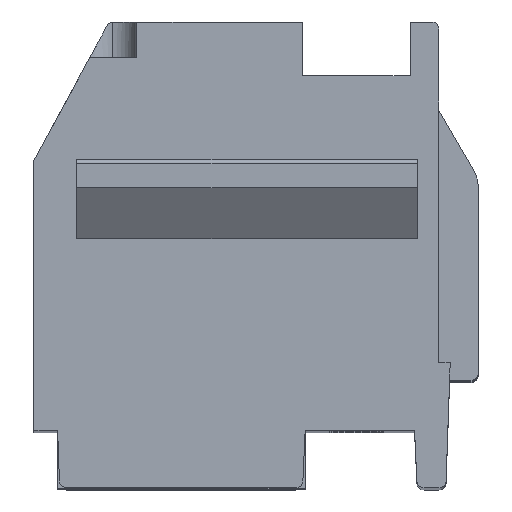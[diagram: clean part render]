
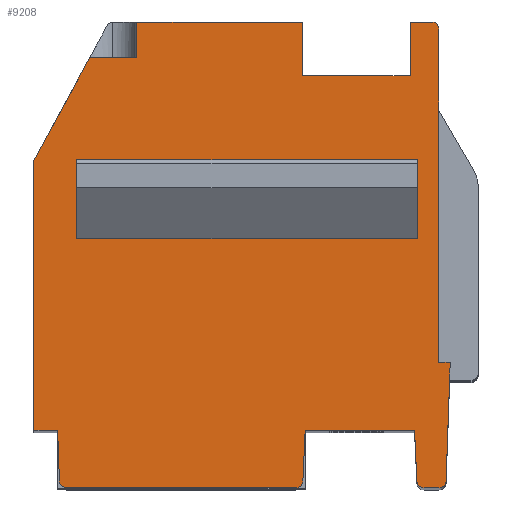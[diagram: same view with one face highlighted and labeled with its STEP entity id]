
A CAD part, top view. The second image highlights one B-rep face of the part: STEP entity #9208.
In plain terms, the highlighted planar face has unit normal (0, 0, 1).
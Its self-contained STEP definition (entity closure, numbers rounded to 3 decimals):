
#34=DIRECTION('',(0.,1.,0.));
#35=VECTOR('',#34,1.55);
#36=CARTESIAN_POINT('',(-5.188,0.15,32.5));
#37=LINE('',#36,#35);
#38=DIRECTION('',(-1.,0.,0.));
#39=VECTOR('',#38,9.5);
#40=CARTESIAN_POINT('',(4.312,0.15,32.5));
#41=LINE('',#40,#39);
#42=DIRECTION('',(0.,1.,0.));
#43=VECTOR('',#42,1.55);
#44=CARTESIAN_POINT('',(4.312,0.15,32.5));
#45=LINE('',#44,#43);
#46=DIRECTION('',(-1.,0.,0.));
#47=VECTOR('',#46,9.5);
#48=CARTESIAN_POINT('',(4.312,1.7,32.5));
#49=LINE('',#48,#47);
#50=DIRECTION('',(0.,-1.,0.));
#51=VECTOR('',#50,7.041);
#52=CARTESIAN_POINT('',(4.912,3.741,32.5));
#53=LINE('',#52,#51);
#54=DIRECTION('',(1.,0.,0.));
#55=VECTOR('',#54,0.32);
#56=CARTESIAN_POINT('',(4.912,-3.3,32.5));
#57=LINE('',#56,#55);
#58=DIRECTION('',(-0.035,-0.999,0.));
#59=VECTOR('',#58,0.502);
#60=CARTESIAN_POINT('',(5.232,-3.3,32.5));
#61=LINE('',#60,#59);
#62=DIRECTION('',(0.035,0.999,0.));
#63=VECTOR('',#62,2.807);
#64=CARTESIAN_POINT('',(5.116,-6.607,32.5));
#65=LINE('',#64,#63);
#66=CARTESIAN_POINT('',(4.916,-6.6,32.5));
#67=DIRECTION('',(0.,0.,-1.));
#68=DIRECTION('',(0.999,-0.035,0.));
#69=AXIS2_PLACEMENT_3D('',#66,#67,#68);
#71=DIRECTION('',(-1.,0.,0.));
#72=VECTOR('',#71,0.416);
#73=CARTESIAN_POINT('',(4.916,-6.8,32.5));
#74=LINE('',#73,#72);
#75=CARTESIAN_POINT('',(4.501,-6.6,32.5));
#76=DIRECTION('',(0.,0.,-1.));
#77=DIRECTION('',(0.,-1.,0.));
#78=AXIS2_PLACEMENT_3D('',#75,#76,#77);
#80=DIRECTION('',(-0.045,0.999,0.));
#81=VECTOR('',#80,1.411);
#82=CARTESIAN_POINT('',(4.301,-6.609,32.5));
#83=LINE('',#82,#81);
#84=DIRECTION('',(-1.,0.,0.));
#85=VECTOR('',#84,3.052);
#86=CARTESIAN_POINT('',(4.237,-5.2,32.5));
#87=LINE('',#86,#85);
#88=DIRECTION('',(0.045,0.999,0.));
#89=VECTOR('',#88,1.411);
#90=CARTESIAN_POINT('',(1.12,-6.609,32.5));
#91=LINE('',#90,#89);
#92=CARTESIAN_POINT('',(0.92,-6.6,32.5));
#93=DIRECTION('',(0.,0.,1.));
#94=DIRECTION('',(0.,-1.,0.));
#95=AXIS2_PLACEMENT_3D('',#92,#93,#94);
#97=DIRECTION('',(1.,0.,0.));
#98=VECTOR('',#97,6.396);
#99=CARTESIAN_POINT('',(-5.475,-6.8,32.5));
#100=LINE('',#99,#98);
#101=CARTESIAN_POINT('',(-5.475,-6.6,32.5));
#102=DIRECTION('',(0.,0.,1.));
#103=DIRECTION('',(-0.999,-0.035,0.));
#104=AXIS2_PLACEMENT_3D('',#101,#102,#103);
#106=DIRECTION('',(0.035,-0.999,0.));
#107=VECTOR('',#106,1.408);
#108=CARTESIAN_POINT('',(-5.724,-5.2,32.5));
#109=LINE('',#108,#107);
#110=DIRECTION('',(1.,0.,0.));
#111=VECTOR('',#110,0.664);
#112=CARTESIAN_POINT('',(-6.388,-5.2,32.5));
#113=LINE('',#112,#111);
#114=DIRECTION('',(0.,1.,0.));
#115=VECTOR('',#114,7.53);
#116=CARTESIAN_POINT('',(-6.388,-5.2,32.5));
#117=LINE('',#116,#115);
#118=DIRECTION('',(-0.477,-0.879,0.));
#119=VECTOR('',#118,3.266);
#120=CARTESIAN_POINT('',(-4.83,5.2,32.5));
#121=LINE('',#120,#119);
#122=DIRECTION('',(1.,0.,0.));
#123=VECTOR('',#122,1.316);
#124=CARTESIAN_POINT('',(-4.83,5.2,32.5));
#125=LINE('',#124,#123);
#126=DIRECTION('',(0.,1.,0.));
#127=VECTOR('',#126,1.);
#128=CARTESIAN_POINT('',(-3.514,5.2,32.5));
#129=LINE('',#128,#127);
#130=DIRECTION('',(-1.,0.,0.));
#131=VECTOR('',#130,4.626);
#132=CARTESIAN_POINT('',(1.112,6.2,32.5));
#133=LINE('',#132,#131);
#134=DIRECTION('',(0.,-1.,0.));
#135=VECTOR('',#134,1.5);
#136=CARTESIAN_POINT('',(1.112,6.2,32.5));
#137=LINE('',#136,#135);
#138=DIRECTION('',(1.,0.,0.));
#139=VECTOR('',#138,3.);
#140=CARTESIAN_POINT('',(1.112,4.7,32.5));
#141=LINE('',#140,#139);
#142=DIRECTION('',(0.,-1.,0.));
#143=VECTOR('',#142,1.5);
#144=CARTESIAN_POINT('',(4.112,6.2,32.5));
#145=LINE('',#144,#143);
#146=DIRECTION('',(-1.,0.,0.));
#147=VECTOR('',#146,0.6);
#148=CARTESIAN_POINT('',(4.712,6.2,32.5));
#149=LINE('',#148,#147);
#150=CARTESIAN_POINT('',(4.712,6.,32.5));
#151=DIRECTION('',(0.,0.,1.));
#152=DIRECTION('',(1.,0.,0.));
#153=AXIS2_PLACEMENT_3D('',#150,#151,#152);
#155=DIRECTION('',(0.,1.,0.));
#156=VECTOR('',#155,2.259);
#157=CARTESIAN_POINT('',(4.912,3.741,32.5));
#158=LINE('',#157,#156);
#7147=CARTESIAN_POINT('',(4.916,-6.8,32.5));
#7148=CARTESIAN_POINT('',(4.501,-6.8,32.5));
#7149=VERTEX_POINT('',#7147);
#7150=VERTEX_POINT('',#7148);
#7151=CARTESIAN_POINT('',(5.116,-6.607,32.5));
#7152=VERTEX_POINT('',#7151);
#7153=CARTESIAN_POINT('',(-6.388,-5.2,32.5));
#7154=CARTESIAN_POINT('',(-6.388,2.33,32.5));
#7155=VERTEX_POINT('',#7153);
#7156=VERTEX_POINT('',#7154);
#7157=CARTESIAN_POINT('',(4.301,-6.609,32.5));
#7158=CARTESIAN_POINT('',(4.237,-5.2,32.5));
#7159=VERTEX_POINT('',#7157);
#7160=VERTEX_POINT('',#7158);
#7194=CARTESIAN_POINT('',(-4.83,5.2,32.5));
#7195=CARTESIAN_POINT('',(-3.514,5.2,32.5));
#7196=VERTEX_POINT('',#7194);
#7197=VERTEX_POINT('',#7195);
#7198=CARTESIAN_POINT('',(-3.514,6.2,32.5));
#7199=VERTEX_POINT('',#7198);
#7245=CARTESIAN_POINT('',(-5.188,0.15,32.5));
#7246=CARTESIAN_POINT('',(-5.188,1.7,32.5));
#7247=VERTEX_POINT('',#7245);
#7248=VERTEX_POINT('',#7246);
#7249=CARTESIAN_POINT('',(4.312,0.15,32.5));
#7250=CARTESIAN_POINT('',(4.312,1.7,32.5));
#7251=VERTEX_POINT('',#7249);
#7252=VERTEX_POINT('',#7250);
#7305=CARTESIAN_POINT('',(4.912,6.,32.5));
#7306=CARTESIAN_POINT('',(4.712,6.2,32.5));
#7307=VERTEX_POINT('',#7305);
#7308=VERTEX_POINT('',#7306);
#7456=CARTESIAN_POINT('',(4.112,6.2,32.5));
#7457=CARTESIAN_POINT('',(4.112,4.7,32.5));
#7458=VERTEX_POINT('',#7456);
#7459=VERTEX_POINT('',#7457);
#7460=CARTESIAN_POINT('',(1.112,6.2,32.5));
#7461=CARTESIAN_POINT('',(1.112,4.7,32.5));
#7462=VERTEX_POINT('',#7460);
#7463=VERTEX_POINT('',#7461);
#7534=CARTESIAN_POINT('',(-5.675,-6.607,32.5));
#7535=CARTESIAN_POINT('',(-5.475,-6.8,32.5));
#7536=VERTEX_POINT('',#7534);
#7537=VERTEX_POINT('',#7535);
#7538=CARTESIAN_POINT('',(0.92,-6.8,32.5));
#7539=VERTEX_POINT('',#7538);
#7540=CARTESIAN_POINT('',(1.12,-6.609,32.5));
#7541=VERTEX_POINT('',#7540);
#7550=CARTESIAN_POINT('',(1.184,-5.2,32.5));
#7552=VERTEX_POINT('',#7550);
#7556=CARTESIAN_POINT('',(-5.724,-5.2,32.5));
#7557=VERTEX_POINT('',#7556);
#9083=CARTESIAN_POINT('',(4.912,3.741,32.5));
#9084=CARTESIAN_POINT('',(4.912,-3.3,32.5));
#9085=VERTEX_POINT('',#9083);
#9086=VERTEX_POINT('',#9084);
#9087=CARTESIAN_POINT('',(5.232,-3.3,32.5));
#9088=VERTEX_POINT('',#9087);
#9089=CARTESIAN_POINT('',(5.214,-3.802,32.5));
#9090=VERTEX_POINT('',#9089);
#9139=CARTESIAN_POINT('',(0.,0.,32.5));
#9140=DIRECTION('',(0.,0.,1.));
#9141=DIRECTION('',(1.,0.,0.));
#9142=AXIS2_PLACEMENT_3D('',#9139,#9140,#9141);
#9143=PLANE('',#9142);
#9145=ORIENTED_EDGE('',*,*,#9144,.T.);
#9147=ORIENTED_EDGE('',*,*,#9146,.T.);
#9149=ORIENTED_EDGE('',*,*,#9148,.T.);
#9151=ORIENTED_EDGE('',*,*,#9150,.F.);
#9153=ORIENTED_EDGE('',*,*,#9152,.T.);
#9155=ORIENTED_EDGE('',*,*,#9154,.T.);
#9157=ORIENTED_EDGE('',*,*,#9156,.T.);
#9159=ORIENTED_EDGE('',*,*,#9158,.T.);
#9161=ORIENTED_EDGE('',*,*,#9160,.T.);
#9163=ORIENTED_EDGE('',*,*,#9162,.F.);
#9165=ORIENTED_EDGE('',*,*,#9164,.F.);
#9167=ORIENTED_EDGE('',*,*,#9166,.F.);
#9169=ORIENTED_EDGE('',*,*,#9168,.F.);
#9171=ORIENTED_EDGE('',*,*,#9170,.F.);
#9173=ORIENTED_EDGE('',*,*,#9172,.F.);
#9175=ORIENTED_EDGE('',*,*,#9174,.T.);
#9177=ORIENTED_EDGE('',*,*,#9176,.F.);
#9179=ORIENTED_EDGE('',*,*,#9178,.T.);
#9181=ORIENTED_EDGE('',*,*,#9180,.T.);
#9183=ORIENTED_EDGE('',*,*,#9182,.F.);
#9185=ORIENTED_EDGE('',*,*,#9184,.T.);
#9187=ORIENTED_EDGE('',*,*,#9186,.T.);
#9189=ORIENTED_EDGE('',*,*,#9188,.F.);
#9191=ORIENTED_EDGE('',*,*,#9190,.F.);
#9193=ORIENTED_EDGE('',*,*,#9192,.F.);
#9195=ORIENTED_EDGE('',*,*,#9194,.F.);
#9196=EDGE_LOOP('',(#9145,#9147,#9149,#9151,#9153,#9155,#9157,#9159,#9161,#9163,
#9165,#9167,#9169,#9171,#9173,#9175,#9177,#9179,#9181,#9183,#9185,#9187,#9189,
#9191,#9193,#9195));
#9197=FACE_OUTER_BOUND('',#9196,.F.);
#9199=ORIENTED_EDGE('',*,*,#9198,.F.);
#9201=ORIENTED_EDGE('',*,*,#9200,.F.);
#9203=ORIENTED_EDGE('',*,*,#9202,.T.);
#9205=ORIENTED_EDGE('',*,*,#9204,.T.);
#9206=EDGE_LOOP('',(#9199,#9201,#9203,#9205));
#9207=FACE_BOUND('',#9206,.F.);
#70=CIRCLE('',#69,0.2);
#79=CIRCLE('',#78,0.2);
#96=CIRCLE('',#95,0.2);
#105=CIRCLE('',#104,0.2);
#154=CIRCLE('',#153,0.2);
#9144=EDGE_CURVE('',#9085,#9086,#53,.T.);
#9146=EDGE_CURVE('',#9086,#9088,#57,.T.);
#9148=EDGE_CURVE('',#9088,#9090,#61,.T.);
#9150=EDGE_CURVE('',#7152,#9090,#65,.T.);
#9152=EDGE_CURVE('',#7152,#7149,#70,.T.);
#9154=EDGE_CURVE('',#7149,#7150,#74,.T.);
#9156=EDGE_CURVE('',#7150,#7159,#79,.T.);
#9158=EDGE_CURVE('',#7159,#7160,#83,.T.);
#9160=EDGE_CURVE('',#7160,#7552,#87,.T.);
#9162=EDGE_CURVE('',#7541,#7552,#91,.T.);
#9164=EDGE_CURVE('',#7539,#7541,#96,.T.);
#9166=EDGE_CURVE('',#7537,#7539,#100,.T.);
#9168=EDGE_CURVE('',#7536,#7537,#105,.T.);
#9170=EDGE_CURVE('',#7557,#7536,#109,.T.);
#9172=EDGE_CURVE('',#7155,#7557,#113,.T.);
#9174=EDGE_CURVE('',#7155,#7156,#117,.T.);
#9176=EDGE_CURVE('',#7196,#7156,#121,.T.);
#9178=EDGE_CURVE('',#7196,#7197,#125,.T.);
#9180=EDGE_CURVE('',#7197,#7199,#129,.T.);
#9182=EDGE_CURVE('',#7462,#7199,#133,.T.);
#9184=EDGE_CURVE('',#7462,#7463,#137,.T.);
#9186=EDGE_CURVE('',#7463,#7459,#141,.T.);
#9188=EDGE_CURVE('',#7458,#7459,#145,.T.);
#9190=EDGE_CURVE('',#7308,#7458,#149,.T.);
#9192=EDGE_CURVE('',#7307,#7308,#154,.T.);
#9194=EDGE_CURVE('',#9085,#7307,#158,.T.);
#9198=EDGE_CURVE('',#7247,#7248,#37,.T.);
#9200=EDGE_CURVE('',#7251,#7247,#41,.T.);
#9202=EDGE_CURVE('',#7251,#7252,#45,.T.);
#9204=EDGE_CURVE('',#7252,#7248,#49,.T.);
#9208=ADVANCED_FACE('',(#9197,#9207),#9143,.T.);
